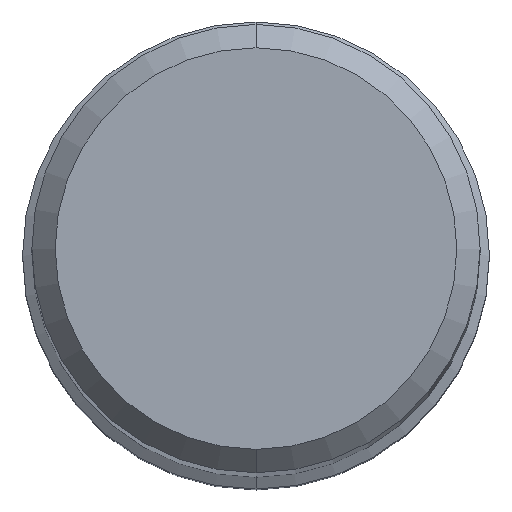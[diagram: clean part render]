
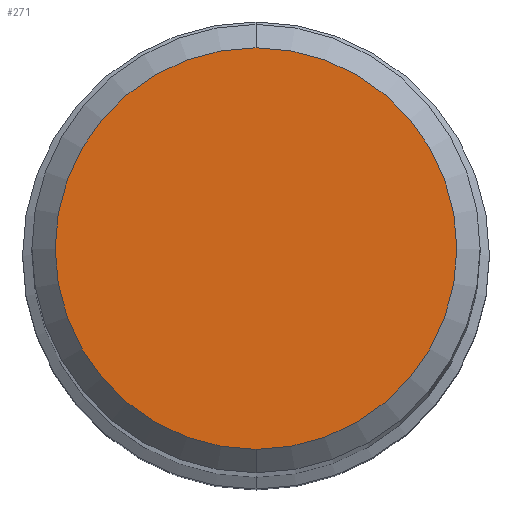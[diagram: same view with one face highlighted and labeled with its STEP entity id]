
A CAD part, top view. The second image highlights one B-rep face of the part: STEP entity #271.
In plain terms, the highlighted planar face has unit normal (0, 0, 1).
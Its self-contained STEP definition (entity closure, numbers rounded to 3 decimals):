
#253=EDGE_CURVE('',#299,#323,#645,.T.);
#271=ADVANCED_FACE('',(#664),#665,.T.);
#299=VERTEX_POINT('',#696);
#323=VERTEX_POINT('',#723);
#529=EDGE_CURVE('',#323,#299,#951,.T.);
#645=CIRCLE('',#1104,4.3);
#664=FACE_OUTER_BOUND('',#1128,.T.);
#665=PLANE('',#1129);
#696=CARTESIAN_POINT('',(0.,-4.3,0.0));
#723=CARTESIAN_POINT('',(0.0,4.3,0.0));
#951=CIRCLE('',#1664,4.3);
#1104=AXIS2_PLACEMENT_3D('',#1845,#1846,#1847);
#1128=EDGE_LOOP('',(#1867,#1868));
#1129=AXIS2_PLACEMENT_3D('',#1869,#1870,#1871);
#1664=AXIS2_PLACEMENT_3D('',#2209,#2210,#2211);
#1845=CARTESIAN_POINT('',(0.0,0.0,0.0));
#1846=DIRECTION('',(0.0,0.0,-1.0));
#1847=DIRECTION('',(0.0,1.0,0.0));
#1867=ORIENTED_EDGE('',*,*,#529,.F.);
#1868=ORIENTED_EDGE('',*,*,#253,.F.);
#1869=CARTESIAN_POINT('',(0.0,2.15,0.0));
#1870=DIRECTION('',(-0.0,0.0,1.0));
#1871=DIRECTION('',(0.0,-1.0,0.0));
#2209=CARTESIAN_POINT('',(0.0,0.0,0.0));
#2210=DIRECTION('',(0.0,0.0,-1.0));
#2211=DIRECTION('',(0.0,1.0,0.0));
